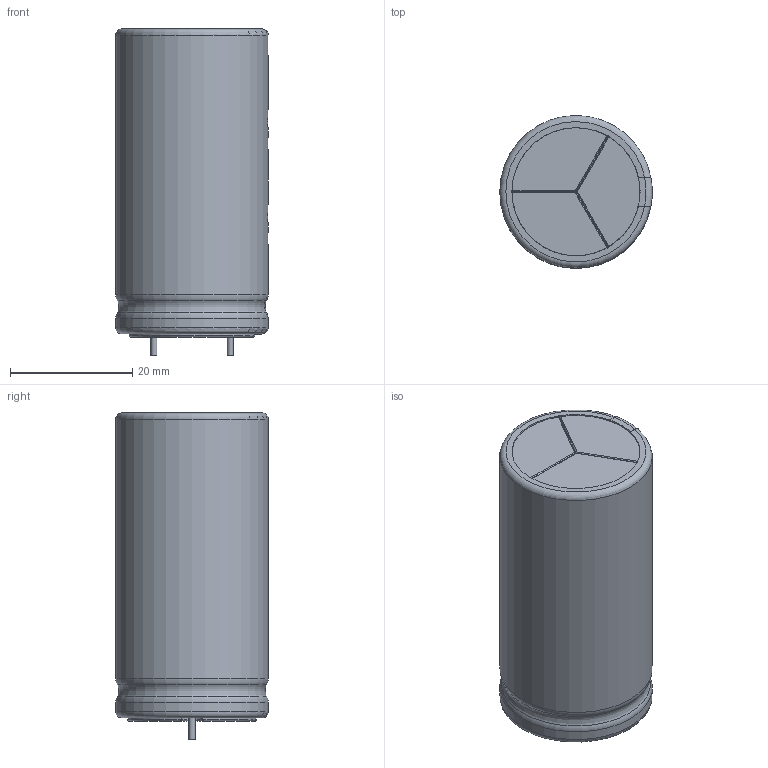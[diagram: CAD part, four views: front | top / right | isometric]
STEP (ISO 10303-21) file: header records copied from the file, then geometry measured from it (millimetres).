
FILE_DESCRIPTION((' '),'2;1');
FILE_NAME( 'CAPPRD1250W100D2500H5000.stp', '2022-09-09T16:11:36', (' '), ('--- Datakit www.datakit.com---'), ' Datakit CrossCadWare V2022.3 Jun 15 2022', 'DATAKIT 2022 (c)', ' ');
FILE_SCHEMA(('AP242_MANAGED_MODEL_BASED_3D_ENGINEERING_MIM_LF { 1 0 10303 442 1 1 4 }'));
Length unit declared in the file: millimetre
Products named in the file (1): CAPPRD1250W100D2500H5000
Bounding box: 25 x 25 x 53.55 mm (x, y, z)
Volume: 7933 mm3; surface area: 8811.3 mm2
Topology: 1 solids, 2 shells, 129 faces, 326 edges, 201 vertices
Faces by surface type: plane 63, cylinder 33, torus 21, bspline 8, sphere 4
Full cylindrical faces by diameter (mm): 1 x2, 21 x2, 25 x1
Entity records: 5230 total; most frequent: CARTESIAN_POINT 2069, ORIENTED_EDGE 626, DIRECTION 611, EDGE_CURVE 313, AXIS2_PLACEMENT_3D 238, VERTEX_POINT 198, EDGE_LOOP 139, VECTOR 135
